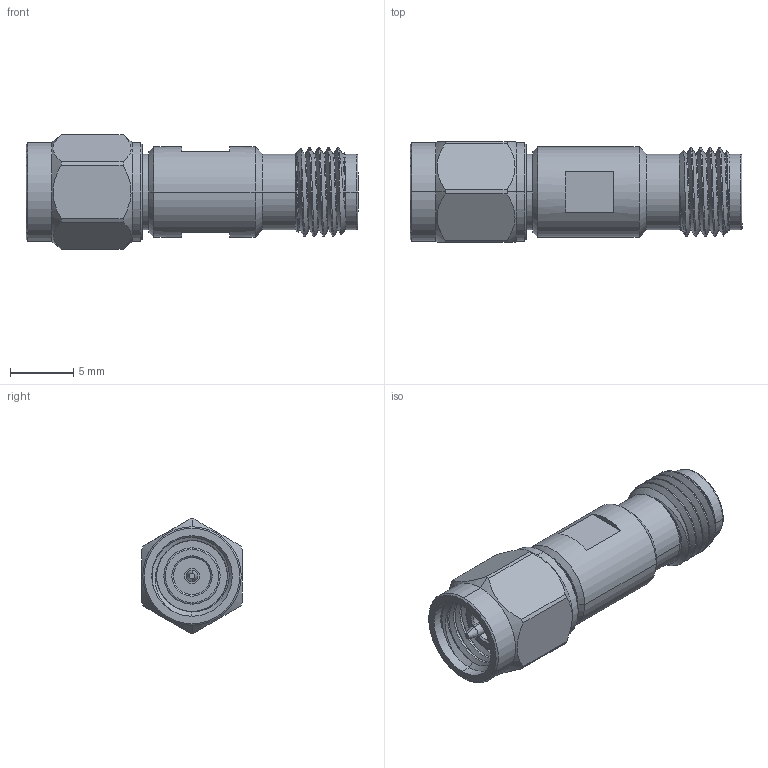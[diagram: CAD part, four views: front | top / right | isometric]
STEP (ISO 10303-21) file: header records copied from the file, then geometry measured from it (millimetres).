
FILE_DESCRIPTION (( 'STEP AP203' ), '1' );
FILE_NAME ('SM3186.step', '2018-08-10T19:56:13', ( '' ), ( '' ), 'SwSTEP 2.0', 'SolidWorks 2017', '' );
FILE_SCHEMA (( 'CONFIG_CONTROL_DESIGN' ));
Length unit declared in the file: inch
Products named in the file (1): SM3186
Bounding box: 26.16 x 7.94 x 8.99 mm (x, y, z)
Volume: 874.4 mm3; surface area: 1096.8 mm2
Topology: 1 solids, 1 shells, 144 faces, 352 edges, 225 vertices
Faces by surface type: cylinder 60, plane 43, cone 31, bspline 8, torus 2
Entity records: 7464 total; most frequent: CARTESIAN_POINT 4121, ORIENTED_EDGE 704, DIRECTION 667, EDGE_CURVE 352, AXIS2_PLACEMENT_3D 268, VERTEX_POINT 225, EDGE_LOOP 159, FACE_OUTER_BOUND 144
